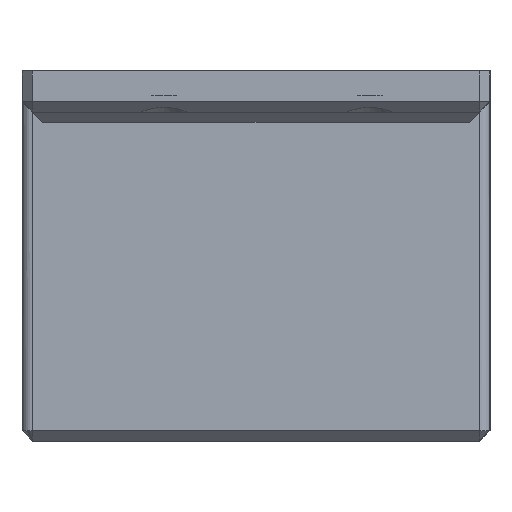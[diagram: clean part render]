
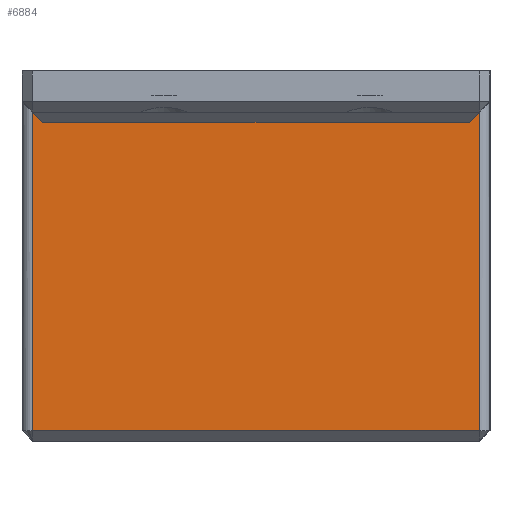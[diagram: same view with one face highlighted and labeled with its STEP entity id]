
A CAD part, left-side view. The second image highlights one B-rep face of the part: STEP entity #6884.
In plain terms, the highlighted planar face has unit normal (-1, 0, 0).
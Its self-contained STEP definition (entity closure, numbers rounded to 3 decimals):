
#568=FACE_OUTER_BOUND('',#970,.T.);
#970=EDGE_LOOP('',(#4834,#4835,#4836,#4837,#4838,#4839));
#1483=LINE('',#10020,#2221);
#1514=LINE('',#10097,#2252);
#1530=LINE('',#10132,#2268);
#1534=LINE('',#10156,#2272);
#1550=LINE('',#10221,#2288);
#1551=LINE('',#10222,#2289);
#2221=VECTOR('',#8014,10.);
#2252=VECTOR('',#8073,10.);
#2268=VECTOR('',#8105,10.);
#2272=VECTOR('',#8117,10.);
#2288=VECTOR('',#8173,10.);
#2289=VECTOR('',#8174,10.);
#2935=VERTEX_POINT('',#10014);
#2937=VERTEX_POINT('',#10018);
#2967=VERTEX_POINT('',#10093);
#2969=VERTEX_POINT('',#10096);
#2980=VERTEX_POINT('',#10130);
#2984=VERTEX_POINT('',#10154);
#3615=EDGE_CURVE('',#2937,#2935,#1483,.T.);
#3653=EDGE_CURVE('',#2967,#2969,#1514,.T.);
#3672=EDGE_CURVE('',#2967,#2980,#1530,.T.);
#3681=EDGE_CURVE('',#2984,#2969,#1534,.T.);
#3714=EDGE_CURVE('',#2984,#2937,#1550,.T.);
#3715=EDGE_CURVE('',#2980,#2935,#1551,.T.);
#4834=ORIENTED_EDGE('',*,*,#3615,.F.);
#4835=ORIENTED_EDGE('',*,*,#3714,.F.);
#4836=ORIENTED_EDGE('',*,*,#3681,.T.);
#4837=ORIENTED_EDGE('',*,*,#3653,.F.);
#4838=ORIENTED_EDGE('',*,*,#3672,.T.);
#4839=ORIENTED_EDGE('',*,*,#3715,.T.);
#6620=PLANE('',#7319);
#6884=ADVANCED_FACE('',(#568),#6620,.F.);
#7319=AXIS2_PLACEMENT_3D('',#10220,#8171,#8172);
#8014=DIRECTION('',(0.,1.,0.));
#8073=DIRECTION('',(0.,-1.,0.));
#8105=DIRECTION('',(0.,0.707,0.707));
#8117=DIRECTION('',(0.,0.707,-0.707));
#8171=DIRECTION('center_axis',(1.,0.,0.));
#8172=DIRECTION('ref_axis',(0.,0.,1.));
#8173=DIRECTION('',(0.,0.,-1.));
#8174=DIRECTION('',(0.,0.,-1.));
#10014=CARTESIAN_POINT('',(-0.37,324.01,-39.));
#10018=CARTESIAN_POINT('',(-0.37,280.5,-39.));
#10020=CARTESIAN_POINT('',(-0.37,302.255,-39.));
#10093=CARTESIAN_POINT('',(-0.37,323.01,-9.));
#10096=CARTESIAN_POINT('',(-0.37,281.5,-9.));
#10097=CARTESIAN_POINT('',(-0.37,302.255,-9.));
#10130=CARTESIAN_POINT('',(-0.37,324.01,-8.));
#10132=CARTESIAN_POINT('',(-0.37,321.21,-10.8));
#10154=CARTESIAN_POINT('',(-0.37,280.5,-8.));
#10156=CARTESIAN_POINT('',(-0.37,294.678,-22.177));
#10220=CARTESIAN_POINT('Origin',(-0.37,325.01,-21.2));
#10221=CARTESIAN_POINT('',(-0.37,280.5,-12.599));
#10222=CARTESIAN_POINT('',(-0.37,324.01,-21.2));
